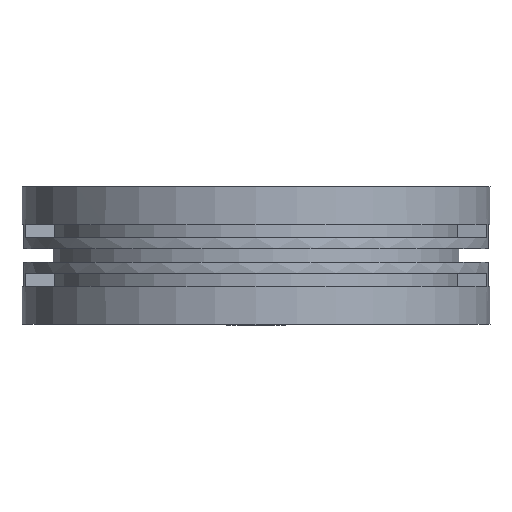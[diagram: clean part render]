
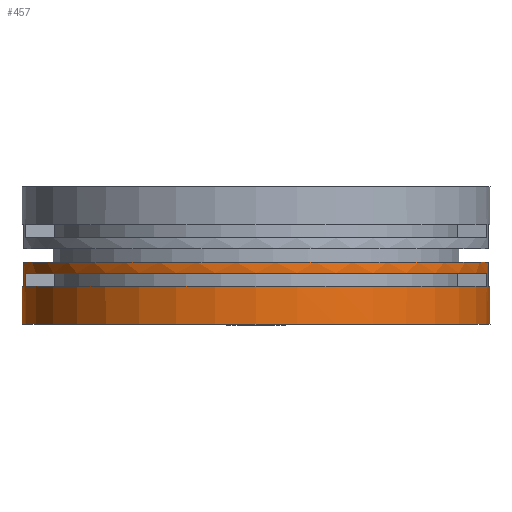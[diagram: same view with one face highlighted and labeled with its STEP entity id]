
A CAD part, left-side view. The second image highlights one B-rep face of the part: STEP entity #457.
In plain terms, the highlighted cylindrical face has radius 32 mm (diameter 64 mm), a full revolution.
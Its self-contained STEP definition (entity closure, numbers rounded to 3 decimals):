
#75=CARTESIAN_POINT('',(5.506,-31.523,2.15));
#76=VERTEX_POINT('',#75);
#91=CARTESIAN_POINT('',(5.506,-31.523,3.95));
#92=VERTEX_POINT('',#91);
#99=CARTESIAN_POINT('',(5.506,-31.523,3.95));
#100=DIRECTION('',(0.0,0.0,-1.0));
#101=VECTOR('',#100,1.8);
#102=LINE('',#99,#101);
#103=EDGE_CURVE('',#92,#76,#102,.T.);
#113=CARTESIAN_POINT('',(-5.506,-31.523,2.15));
#114=VERTEX_POINT('',#113);
#123=CARTESIAN_POINT('',(-5.506,-31.523,3.95));
#124=VERTEX_POINT('',#123);
#125=CARTESIAN_POINT('',(-5.506,-31.523,3.95));
#126=DIRECTION('',(0.0,0.0,-1.0));
#127=VECTOR('',#126,1.8);
#128=LINE('',#125,#127);
#129=EDGE_CURVE('',#124,#114,#128,.T.);
#233=CARTESIAN_POINT('',(4.022,31.746,5.45));
#234=VERTEX_POINT('',#233);
#235=CARTESIAN_POINT('',(4.022,-31.746,5.45));
#236=VERTEX_POINT('',#235);
#237=CARTESIAN_POINT('',(0.0,0.0,5.45));
#238=DIRECTION('',(0.0,0.0,-1.0));
#239=DIRECTION('',(0.0,1.0,0.0));
#240=AXIS2_PLACEMENT_3D('',#237,#238,#239);
#241=CIRCLE('',#240,32.0);
#242=EDGE_CURVE('',#234,#236,#241,.T.);
#275=CARTESIAN_POINT('',(4.022,-31.746,2.15));
#276=VERTEX_POINT('',#275);
#294=CARTESIAN_POINT('',(-4.022,-31.746,2.15));
#295=VERTEX_POINT('',#294);
#302=CARTESIAN_POINT('',(0.0,0.0,2.15));
#303=DIRECTION('',(0.0,0.0,-1.0));
#304=DIRECTION('',(0.0,1.0,0.0));
#305=AXIS2_PLACEMENT_3D('',#302,#303,#304);
#306=CIRCLE('',#305,32.0);
#307=EDGE_CURVE('',#276,#295,#306,.T.);
#327=CARTESIAN_POINT('',(-5.506,31.523,2.15));
#328=VERTEX_POINT('',#327);
#335=CARTESIAN_POINT('',(0.0,0.0,2.15));
#336=DIRECTION('',(0.0,0.0,-1.0));
#337=DIRECTION('',(0.0,1.0,0.0));
#338=AXIS2_PLACEMENT_3D('',#335,#336,#337);
#339=CIRCLE('',#338,32.0);
#340=EDGE_CURVE('',#114,#328,#339,.T.);
#345=CARTESIAN_POINT('',(0.0,0.0,-0.45));
#346=DIRECTION('',(0.0,0.0,-1.0));
#347=DIRECTION('',(0.0,1.0,0.0));
#348=AXIS2_PLACEMENT_3D('',#345,#346,#347);
#349=CYLINDRICAL_SURFACE('',#348,32.0);
#350=ORIENTED_EDGE('',*,*,#307,.T.);
#351=CARTESIAN_POINT('',(-4.022,-31.746,5.45));
#352=VERTEX_POINT('',#351);
#353=CARTESIAN_POINT('',(-4.022,-31.746,2.15));
#354=DIRECTION('',(0.0,0.0,1.0));
#355=VECTOR('',#354,3.3);
#356=LINE('',#353,#355);
#357=EDGE_CURVE('',#295,#352,#356,.T.);
#358=ORIENTED_EDGE('',*,*,#357,.T.);
#359=CARTESIAN_POINT('',(-4.022,31.746,5.45));
#360=VERTEX_POINT('',#359);
#361=CARTESIAN_POINT('',(0.0,0.0,5.45));
#362=DIRECTION('',(0.0,0.0,-1.0));
#363=DIRECTION('',(0.0,1.0,0.0));
#364=AXIS2_PLACEMENT_3D('',#361,#362,#363);
#365=CIRCLE('',#364,32.0);
#366=EDGE_CURVE('',#352,#360,#365,.T.);
#367=ORIENTED_EDGE('',*,*,#366,.T.);
#368=CARTESIAN_POINT('',(-4.022,31.746,2.15));
#369=VERTEX_POINT('',#368);
#370=CARTESIAN_POINT('',(-4.022,31.746,5.45));
#371=DIRECTION('',(0.0,0.0,-1.0));
#372=VECTOR('',#371,3.3);
#373=LINE('',#370,#372);
#374=EDGE_CURVE('',#360,#369,#373,.T.);
#375=ORIENTED_EDGE('',*,*,#374,.T.);
#376=CARTESIAN_POINT('',(4.022,31.746,2.15));
#377=VERTEX_POINT('',#376);
#378=CARTESIAN_POINT('',(0.0,0.0,2.15));
#379=DIRECTION('',(0.0,0.0,-1.0));
#380=DIRECTION('',(0.0,1.0,0.0));
#381=AXIS2_PLACEMENT_3D('',#378,#379,#380);
#382=CIRCLE('',#381,32.0);
#383=EDGE_CURVE('',#369,#377,#382,.T.);
#384=ORIENTED_EDGE('',*,*,#383,.T.);
#385=CARTESIAN_POINT('',(4.022,31.746,2.15));
#386=DIRECTION('',(0.0,0.0,1.0));
#387=VECTOR('',#386,3.3);
#388=LINE('',#385,#387);
#389=EDGE_CURVE('',#377,#234,#388,.T.);
#390=ORIENTED_EDGE('',*,*,#389,.T.);
#391=ORIENTED_EDGE('',*,*,#242,.T.);
#392=CARTESIAN_POINT('',(4.022,-31.746,5.45));
#393=DIRECTION('',(0.0,0.0,-1.0));
#394=VECTOR('',#393,3.3);
#395=LINE('',#392,#394);
#396=EDGE_CURVE('',#236,#276,#395,.T.);
#397=ORIENTED_EDGE('',*,*,#396,.T.);
#398=EDGE_LOOP('',(#350,#358,#367,#375,#384,#390,#391,#397));
#399=FACE_OUTER_BOUND('',#398,.T.);
#400=ORIENTED_EDGE('',*,*,#340,.T.);
#401=CARTESIAN_POINT('',(-5.506,31.523,3.95));
#402=VERTEX_POINT('',#401);
#403=CARTESIAN_POINT('',(-5.506,31.523,3.95));
#404=DIRECTION('',(0.0,0.0,-1.0));
#405=VECTOR('',#404,1.8);
#406=LINE('',#403,#405);
#407=EDGE_CURVE('',#402,#328,#406,.T.);
#408=ORIENTED_EDGE('',*,*,#407,.F.);
#409=CARTESIAN_POINT('',(0.0,0.0,3.95));
#410=DIRECTION('',(0.0,0.0,-1.0));
#411=DIRECTION('',(0.0,1.0,0.0));
#412=AXIS2_PLACEMENT_3D('',#409,#410,#411);
#413=CIRCLE('',#412,32.0);
#414=EDGE_CURVE('',#124,#402,#413,.T.);
#415=ORIENTED_EDGE('',*,*,#414,.F.);
#416=ORIENTED_EDGE('',*,*,#129,.T.);
#417=EDGE_LOOP('',(#400,#408,#415,#416));
#418=FACE_BOUND('',#417,.T.);
#419=ORIENTED_EDGE('',*,*,#103,.F.);
#420=CARTESIAN_POINT('',(5.506,31.523,3.95));
#421=VERTEX_POINT('',#420);
#422=CARTESIAN_POINT('',(0.0,0.0,3.95));
#423=DIRECTION('',(0.0,0.0,-1.0));
#424=DIRECTION('',(0.0,1.0,0.0));
#425=AXIS2_PLACEMENT_3D('',#422,#423,#424);
#426=CIRCLE('',#425,32.0);
#427=EDGE_CURVE('',#421,#92,#426,.T.);
#428=ORIENTED_EDGE('',*,*,#427,.F.);
#429=CARTESIAN_POINT('',(5.506,31.523,2.15));
#430=VERTEX_POINT('',#429);
#431=CARTESIAN_POINT('',(5.506,31.523,3.95));
#432=DIRECTION('',(0.0,0.0,-1.0));
#433=VECTOR('',#432,1.8);
#434=LINE('',#431,#433);
#435=EDGE_CURVE('',#421,#430,#434,.T.);
#436=ORIENTED_EDGE('',*,*,#435,.T.);
#437=CARTESIAN_POINT('',(0.0,0.0,2.15));
#438=DIRECTION('',(0.0,0.0,-1.0));
#439=DIRECTION('',(0.0,1.0,0.0));
#440=AXIS2_PLACEMENT_3D('',#437,#438,#439);
#441=CIRCLE('',#440,32.0);
#442=EDGE_CURVE('',#430,#76,#441,.T.);
#443=ORIENTED_EDGE('',*,*,#442,.T.);
#444=EDGE_LOOP('',(#419,#428,#436,#443));
#445=FACE_BOUND('',#444,.T.);
#446=CARTESIAN_POINT('',(0.0,32.0,-3.05));
#447=VERTEX_POINT('',#446);
#448=CARTESIAN_POINT('',(0.0,0.0,-3.05));
#449=DIRECTION('',(0.0,0.0,-1.0));
#450=DIRECTION('',(0.0,1.0,0.0));
#451=AXIS2_PLACEMENT_3D('',#448,#449,#450);
#452=CIRCLE('',#451,32.0);
#453=EDGE_CURVE('',#447,#447,#452,.T.);
#454=ORIENTED_EDGE('',*,*,#453,.F.);
#455=EDGE_LOOP('',(#454));
#456=FACE_BOUND('',#455,.T.);
#457=ADVANCED_FACE('',(#399,#418,#445,#456),#349,.T.);
